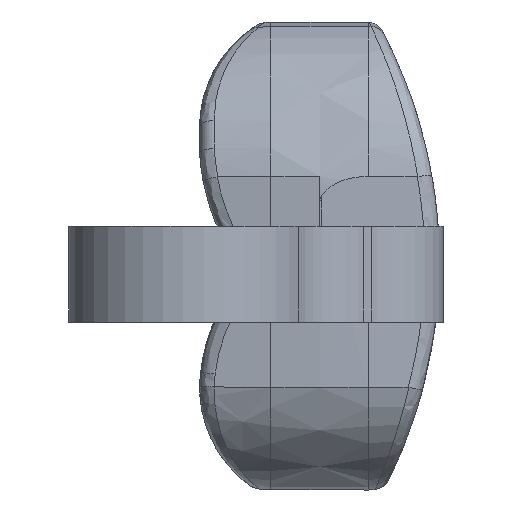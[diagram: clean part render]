
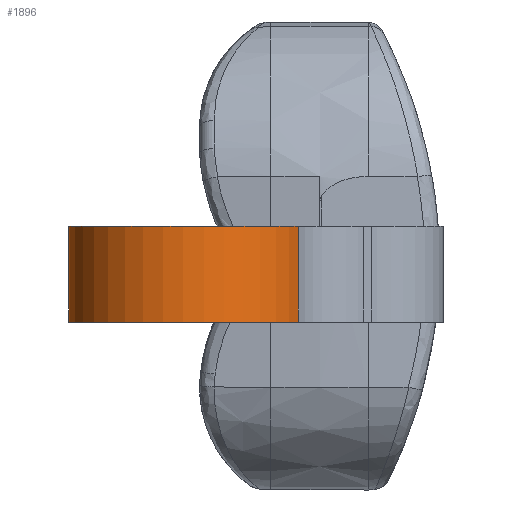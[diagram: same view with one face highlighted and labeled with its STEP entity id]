
A CAD part, left-side view. The second image highlights one B-rep face of the part: STEP entity #1896.
In plain terms, the highlighted cylindrical face has radius 18.75 mm (diameter 37.5 mm), a partial arc.
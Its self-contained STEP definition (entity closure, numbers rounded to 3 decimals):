
#108=CYLINDRICAL_SURFACE('',#2055,18.75);
#194=LINE('',#4778,#281);
#195=LINE('',#4780,#282);
#281=VECTOR('',#2408,25.);
#282=VECTOR('',#2411,25.);
#383=FACE_OUTER_BOUND('',#487,.T.);
#487=EDGE_LOOP('',(#1655,#1656,#1657,#1658));
#523=CIRCLE('',#2007,18.75);
#538=CIRCLE('',#2036,18.75);
#798=VERTEX_POINT('',#4639);
#799=VERTEX_POINT('',#4641);
#832=VERTEX_POINT('',#4737);
#833=VERTEX_POINT('',#4739);
#1044=EDGE_CURVE('',#798,#799,#523,.T.);
#1094=EDGE_CURVE('',#832,#833,#538,.T.);
#1113=EDGE_CURVE('',#832,#799,#194,.T.);
#1114=EDGE_CURVE('',#833,#798,#195,.T.);
#1655=ORIENTED_EDGE('',*,*,#1094,.F.);
#1656=ORIENTED_EDGE('',*,*,#1113,.T.);
#1657=ORIENTED_EDGE('',*,*,#1044,.F.);
#1658=ORIENTED_EDGE('',*,*,#1114,.F.);
#1896=ADVANCED_FACE('',(#383),#108,.T.);
#2007=AXIS2_PLACEMENT_3D('',#4642,#2264,#2265);
#2036=AXIS2_PLACEMENT_3D('',#4740,#2357,#2358);
#2055=AXIS2_PLACEMENT_3D('',#4779,#2409,#2410);
#2264=DIRECTION('center_axis',(0.,0.,-1.));
#2265=DIRECTION('ref_axis',(0.509,0.861,0.));
#2357=DIRECTION('center_axis',(0.,0.,1.));
#2358=DIRECTION('ref_axis',(0.509,0.861,0.));
#2408=DIRECTION('',(0.,0.,-1.));
#2409=DIRECTION('center_axis',(0.,0.,-1.));
#2410=DIRECTION('ref_axis',(-0.89,0.455,0.));
#2411=DIRECTION('',(0.,0.,-1.));
#4639=CARTESIAN_POINT('',(-7.5,15.315,-15.));
#4641=CARTESIAN_POINT('',(9.546,48.638,-15.));
#4642=CARTESIAN_POINT('Origin',(0.,32.5,-15.));
#4737=CARTESIAN_POINT('',(9.546,48.638,0.));
#4739=CARTESIAN_POINT('',(-7.5,15.315,0.));
#4740=CARTESIAN_POINT('Origin',(0.,32.5,0.));
#4778=CARTESIAN_POINT('',(9.546,48.638,0.));
#4779=CARTESIAN_POINT('Origin',(0.,32.5,0.));
#4780=CARTESIAN_POINT('',(-7.5,15.315,0.));
